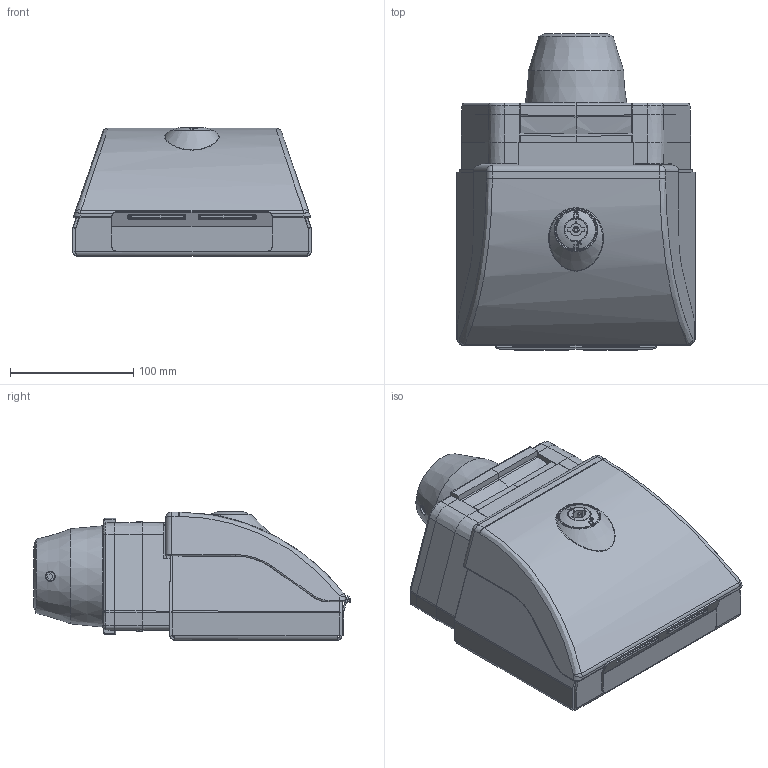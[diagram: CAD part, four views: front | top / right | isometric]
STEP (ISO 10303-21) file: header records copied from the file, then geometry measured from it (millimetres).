
FILE_DESCRIPTION (( 'STEP AP214' ), '1' );
FILE_NAME ('50203010.STEP', '2020-03-11T15:38:09', ( '' ), ( '' ), 'SwSTEP 2.0', 'SolidWorks 2018', '' );
FILE_SCHEMA (( 'AUTOMOTIVE_DESIGN' ));
Length unit declared in the file: millimetre
Products named in the file (67): 98319_248-9803_01-01201_0_H; 12116; 12118; 41894; 40000012405; 93238; 82481; 98061; 98319_1-078_P1; 57037300; 57037300_3; 50203010; 12117; 98319_100-0545_15-00012(10); 98319_1-078_N; 98319_1-077_01_0012267; 42468; 57023; 42467; 12119; 57037300_4; 57037300_1; 98319_1-078_FD; 57037300_2; 12120; 82005_680; 98319; 42468_50M-00000424680-03
Assembly tree (43 placements, depth 3):
  12118
  41894
  40000012405
  93238
  82481
Bounding box: 193.1 x 256.84 x 104.51 mm (x, y, z)
Volume: 794422.6 mm3; surface area: 421806 mm2
Topology: 36 solids, 42 shells, 2479 faces, 5864 edges, 3601 vertices
Faces by surface type: plane 1112, cylinder 594, bspline 424, cone 165, torus 113, sphere 71
Full cylindrical faces by diameter (mm): 1.7 x2, 3 x1, 4.2 x8, 4.917 x1, 5 x19, 5.3 x4, 5.5 x6, 6 x9, 7 x4, 8 x12, 8.5 x8, 9.1 x1, 10 x18, 12.2 x1, 12.3 x1, 13.5 x1, 14 x2, 14.05 x1, 14.9 x1, 16.5 x1, 18 x1, 18.1 x1, 19.294 x1, 19.5 x1, 19.73 x1, 32 x1, 32.5 x1, 40 x2, 48.8 x1, 55 x1
Entity records: 84268 total; most frequent: CARTESIAN_POINT 35118, ORIENTED_EDGE 10024, DIRECTION 8808, EDGE_CURVE 5012, VERTEX_POINT 3178, AXIS2_PLACEMENT_3D 3119, LINE 2570, VECTOR 2570
